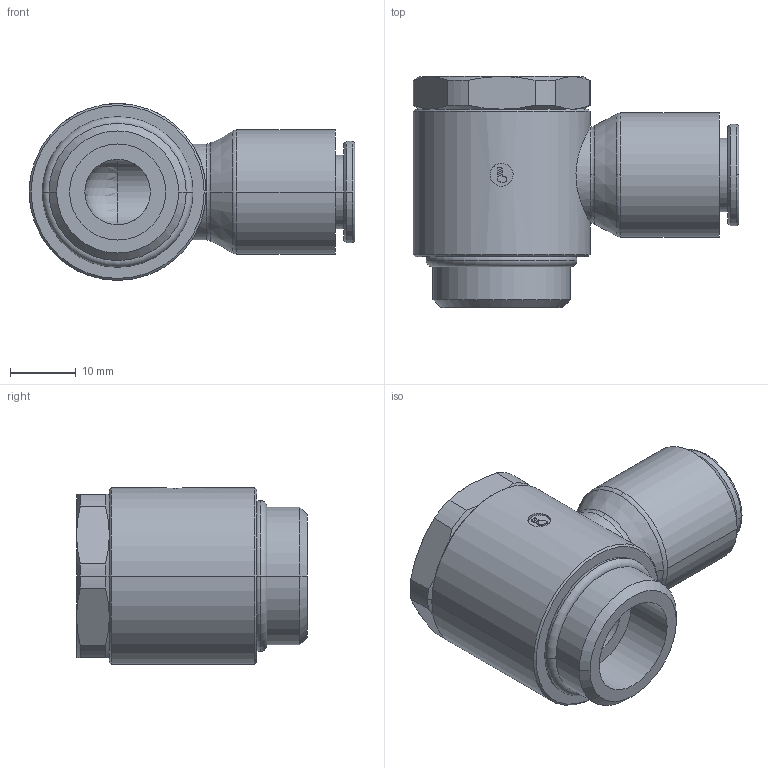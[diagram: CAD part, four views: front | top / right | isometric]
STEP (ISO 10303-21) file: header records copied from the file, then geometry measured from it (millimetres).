
FILE_DESCRIPTION(('STEP AP214'),'1');
FILE_NAME('3118_10_21.stp','2016-07-07T14:14:50',('TraceParts'),('TraceParts S.A.'),'Spatial InterOp 3D',' ',' ');
FILE_SCHEMA(('automotive_design'));
Length unit declared in the file: millimetre
Products named in the file (1): 1
Bounding box: 49.7 x 35.25 x 27 mm (x, y, z)
Volume: 18945.3 mm3; surface area: 7318.6 mm2
Topology: 1 solids, 2 shells, 107 faces, 256 edges, 159 vertices
Faces by surface type: cylinder 34, plane 32, cone 28, torus 12, sphere 1
Entity records: 3278 total; most frequent: CARTESIAN_POINT 752, DIRECTION 570, ORIENTED_EDGE 508, EDGE_CURVE 254, AXIS2_PLACEMENT_3D 238, VERTEX_POINT 159, CIRCLE 128, EDGE_LOOP 119
